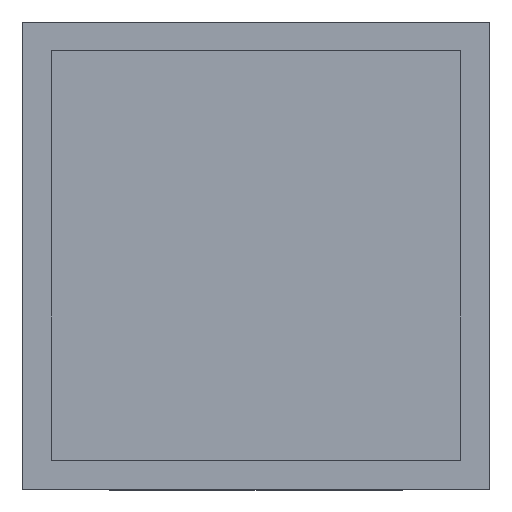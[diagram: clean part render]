
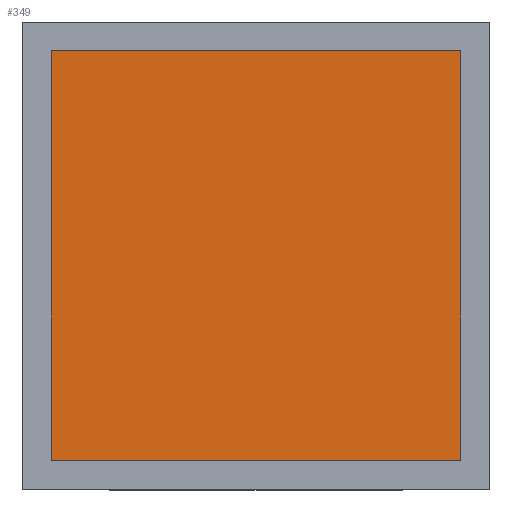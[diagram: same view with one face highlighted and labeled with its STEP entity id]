
A CAD part, top view. The second image highlights one B-rep face of the part: STEP entity #349.
In plain terms, the highlighted planar face has unit normal (0, 0, 1).
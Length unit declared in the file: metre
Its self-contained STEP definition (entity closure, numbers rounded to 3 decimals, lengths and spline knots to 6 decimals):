
#120=ORIENTED_EDGE('',*,*,#165,.F.);
#121=ORIENTED_EDGE('',*,*,#168,.T.);
#122=ORIENTED_EDGE('',*,*,#170,.T.);
#123=ORIENTED_EDGE('',*,*,#171,.F.);
#165=EDGE_CURVE('',#200,#201,#233,.T.);
#168=EDGE_CURVE('',#200,#202,#236,.T.);
#170=EDGE_CURVE('',#202,#203,#238,.T.);
#171=EDGE_CURVE('',#201,#203,#239,.T.);
#200=VERTEX_POINT('',#579);
#201=VERTEX_POINT('',#581);
#202=VERTEX_POINT('',#585);
#203=VERTEX_POINT('',#589);
#233=LINE('',#580,#269);
#236=LINE('',#586,#272);
#238=LINE('',#590,#274);
#239=LINE('',#592,#275);
#269=VECTOR('',#479,1.);
#272=VECTOR('',#484,1.);
#274=VECTOR('',#488,1.);
#275=VECTOR('',#491,1.);
#295=EDGE_LOOP('',(#120,#121,#122,#123));
#315=FACE_BOUND('',#295,.T.);
#330=PLANE('',#393);
#349=ADVANCED_FACE('',(#315),#330,.T.);
#393=AXIS2_PLACEMENT_3D('',#593,#492,#493);
#479=DIRECTION('',(0.,-1.,0.));
#484=DIRECTION('',(-1.,0.,0.));
#488=DIRECTION('',(0.,-1.,0.));
#491=DIRECTION('',(-1.,0.,0.));
#492=DIRECTION('',(0.,0.,1.));
#493=DIRECTION('',(1.,0.,0.));
#579=CARTESIAN_POINT('',(0.002975,0.003675,0.0085));
#580=CARTESIAN_POINT('',(0.002975,0.000175,0.0085));
#581=CARTESIAN_POINT('',(0.002975,-0.003325,0.0085));
#585=CARTESIAN_POINT('',(-0.004025,0.003675,0.0085));
#586=CARTESIAN_POINT('',(-0.000525,0.003675,0.0085));
#589=CARTESIAN_POINT('',(-0.004025,-0.003325,0.0085));
#590=CARTESIAN_POINT('',(-0.004025,0.000175,0.0085));
#592=CARTESIAN_POINT('',(-0.000525,-0.003325,0.0085));
#593=CARTESIAN_POINT('',(-0.000525,0.000175,0.0085));
